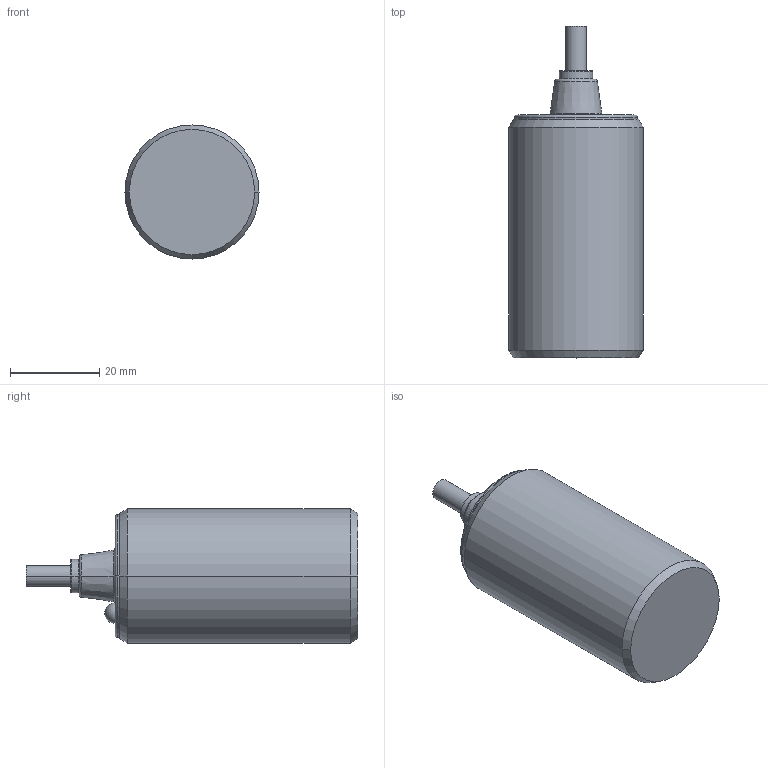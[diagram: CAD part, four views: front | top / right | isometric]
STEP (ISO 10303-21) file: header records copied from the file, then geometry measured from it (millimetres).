
FILE_DESCRIPTION((''),'2;1');
FILE_NAME('DM_CAD-1569B_SW0001','2017-06-26T',('creinig-se'),(''),'PRO/ENGINEER BY PARAMETRIC TECHNOLOGY CORPORATION, 2015440','PRO/ENGINEER BY PARAMETRIC TECHNOLOGY CORPORATION, 2015440','');
FILE_SCHEMA(('CONFIG_CONTROL_DESIGN'));
Length unit declared in the file: millimetre
Products named in the file (1): DM_CAD-1569B_SW0001
Bounding box: 30 x 74.2 x 30 mm (x, y, z)
Volume: 39084.9 mm3; surface area: 6784.7 mm2
Topology: 1 solids, 1 shells, 32 faces, 118 edges, 141 vertices
Faces by surface type: torus 10, cylinder 8, plane 6, cone 6, sphere 2
Entity records: 1614 total; most frequent: DIRECTION 245, CARTESIAN_POINT 197, ORIENTED_EDGE 130, AXIS2_PLACEMENT_3D 98, PRESENTATION_STYLE_ASSIGNMENT 84, STYLED_ITEM 84, CIRCLE 65, EDGE_CURVE 65
